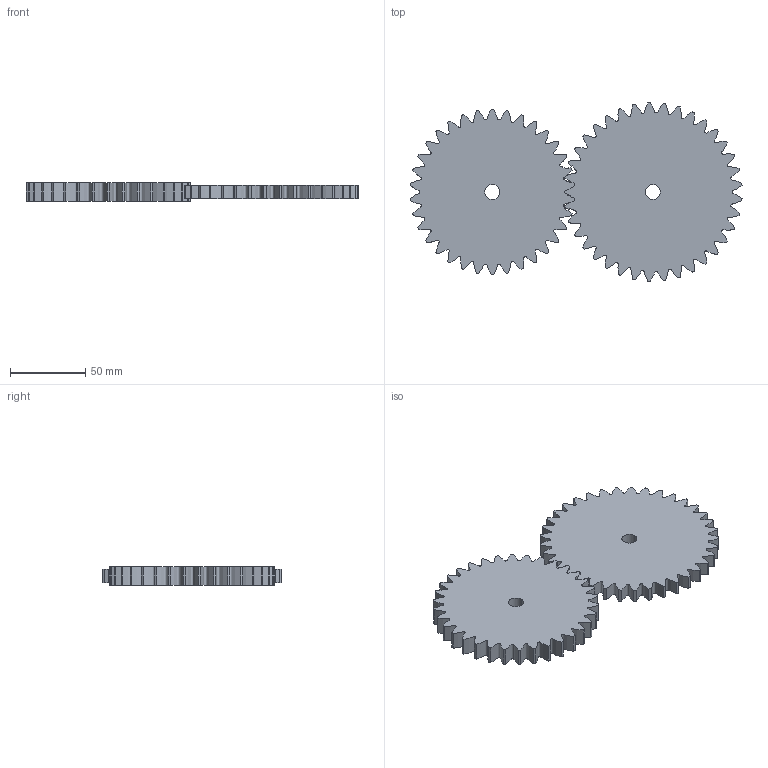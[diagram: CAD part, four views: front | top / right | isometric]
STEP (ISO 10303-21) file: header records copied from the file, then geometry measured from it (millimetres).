
FILE_DESCRIPTION(('CATIA V5 STEP Exchange'),'2;1');
FILE_NAME('13_damge.stp','2025-08-07T03:42:30+00:00',('none'),('none'),'CATIA Version 5 Release 21 GA (IN-10)','CATIA V5 STEP AP203','none');
FILE_SCHEMA(('CONFIG_CONTROL_DESIGN'));
Length unit declared in the file: millimetre
Products named in the file (1): 13
Assembly tree (2 placements, depth 2):
  13
    #58
    #10412
Bounding box: 220.21 x 118.45 x 12 mm (x, y, z)
Volume: 174017 mm3; surface area: 50035 mm2
Topology: 2 solids, 2 shells, 183 faces, 537 edges, 358 vertices
Faces by surface type: bspline 79, cylinder 76, plane 28
Entity records: 21919 total; most frequent: CARTESIAN_POINT 17712, ORIENTED_EDGE 1074, EDGE_CURVE 537, DIRECTION 494, VERTEX_POINT 358, AXIS2_PLACEMENT_3D 260, B_SPLINE_CURVE_WITH_KNOTS 259, EDGE_LOOP 187
